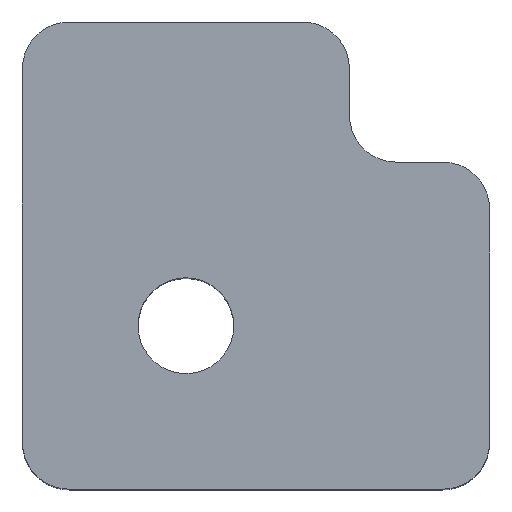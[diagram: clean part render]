
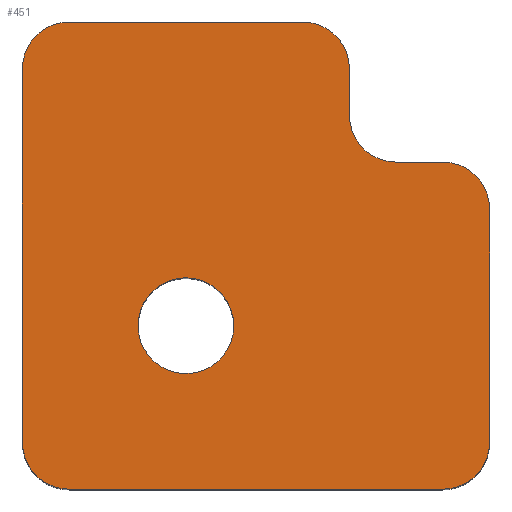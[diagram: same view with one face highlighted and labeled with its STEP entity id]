
A CAD part, top view. The second image highlights one B-rep face of the part: STEP entity #451.
In plain terms, the highlighted planar face has unit normal (0, 0, 1).
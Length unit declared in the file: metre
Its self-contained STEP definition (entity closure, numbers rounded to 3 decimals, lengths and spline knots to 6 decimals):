
#34=CIRCLE('',#493,0.001025);
#35=CIRCLE('',#494,0.001);
#36=CIRCLE('',#495,0.001);
#37=CIRCLE('',#496,0.001);
#38=CIRCLE('',#497,0.001);
#39=CIRCLE('',#498,0.001);
#40=CIRCLE('',#499,0.001);
#79=ORIENTED_EDGE('',*,*,#205,.T.);
#80=ORIENTED_EDGE('',*,*,#196,.F.);
#81=ORIENTED_EDGE('',*,*,#206,.T.);
#82=ORIENTED_EDGE('',*,*,#200,.F.);
#83=ORIENTED_EDGE('',*,*,#207,.T.);
#84=ORIENTED_EDGE('',*,*,#204,.F.);
#85=ORIENTED_EDGE('',*,*,#208,.T.);
#86=ORIENTED_EDGE('',*,*,#184,.F.);
#87=ORIENTED_EDGE('',*,*,#209,.T.);
#88=ORIENTED_EDGE('',*,*,#188,.F.);
#89=ORIENTED_EDGE('',*,*,#210,.T.);
#90=ORIENTED_EDGE('',*,*,#192,.F.);
#91=ORIENTED_EDGE('',*,*,#211,.T.);
#184=EDGE_CURVE('',#247,#244,#286,.T.);
#188=EDGE_CURVE('',#251,#248,#290,.T.);
#192=EDGE_CURVE('',#255,#252,#294,.T.);
#196=EDGE_CURVE('',#259,#256,#298,.T.);
#200=EDGE_CURVE('',#263,#260,#302,.T.);
#204=EDGE_CURVE('',#267,#264,#306,.T.);
#205=EDGE_CURVE('',#268,#268,#34,.F.);
#206=EDGE_CURVE('',#259,#260,#35,.T.);
#207=EDGE_CURVE('',#263,#264,#36,.T.);
#208=EDGE_CURVE('',#267,#244,#37,.T.);
#209=EDGE_CURVE('',#247,#248,#38,.T.);
#210=EDGE_CURVE('',#251,#252,#39,.F.);
#211=EDGE_CURVE('',#255,#256,#40,.T.);
#244=VERTEX_POINT('',#680);
#247=VERTEX_POINT('',#685);
#248=VERTEX_POINT('',#689);
#251=VERTEX_POINT('',#694);
#252=VERTEX_POINT('',#698);
#255=VERTEX_POINT('',#703);
#256=VERTEX_POINT('',#707);
#259=VERTEX_POINT('',#712);
#260=VERTEX_POINT('',#716);
#263=VERTEX_POINT('',#721);
#264=VERTEX_POINT('',#725);
#267=VERTEX_POINT('',#730);
#268=VERTEX_POINT('',#734);
#286=LINE('',#686,#328);
#290=LINE('',#695,#332);
#294=LINE('',#704,#336);
#298=LINE('',#713,#340);
#302=LINE('',#722,#344);
#306=LINE('',#731,#348);
#328=VECTOR('',#542,1.);
#332=VECTOR('',#548,1.);
#336=VECTOR('',#554,1.);
#340=VECTOR('',#560,1.);
#344=VECTOR('',#566,1.);
#348=VECTOR('',#572,1.);
#373=EDGE_LOOP('',(#79));
#374=EDGE_LOOP('',(#80,#81,#82,#83,#84,#85,#86,#87,#88,#89,#90,#91));
#405=FACE_BOUND('',#373,.T.);
#406=FACE_BOUND('',#374,.T.);
#437=PLANE('',#492);
#451=ADVANCED_FACE('',(#405,#406),#437,.T.);
#492=AXIS2_PLACEMENT_3D('',#732,#573,#574);
#493=AXIS2_PLACEMENT_3D('',#733,#575,#576);
#494=AXIS2_PLACEMENT_3D('',#735,#577,#578);
#495=AXIS2_PLACEMENT_3D('',#736,#579,#580);
#496=AXIS2_PLACEMENT_3D('',#737,#581,#582);
#497=AXIS2_PLACEMENT_3D('',#738,#583,#584);
#498=AXIS2_PLACEMENT_3D('',#739,#585,#586);
#499=AXIS2_PLACEMENT_3D('',#740,#587,#588);
#542=DIRECTION('',(0.,-1.,0.));
#548=DIRECTION('',(1.,0.,0.));
#554=DIRECTION('',(0.,-1.,0.));
#560=DIRECTION('',(1.,0.,0.));
#566=DIRECTION('',(0.,1.,0.));
#572=DIRECTION('',(-1.,0.,0.));
#573=DIRECTION('',(0.,0.,1.));
#574=DIRECTION('',(1.,0.,0.));
#575=DIRECTION('',(0.,0.,1.));
#576=DIRECTION('',(0.,-1.,0.));
#577=DIRECTION('',(0.,0.,1.));
#578=DIRECTION('',(0.,-1.,0.));
#579=DIRECTION('',(0.,0.,1.));
#580=DIRECTION('',(0.,-1.,0.));
#581=DIRECTION('',(0.,0.,1.));
#582=DIRECTION('',(0.,-1.,0.));
#583=DIRECTION('',(0.,0.,1.));
#584=DIRECTION('',(0.,-1.,0.));
#585=DIRECTION('',(0.,0.,1.));
#586=DIRECTION('',(0.,-1.,0.));
#587=DIRECTION('',(0.,0.,1.));
#588=DIRECTION('',(0.,-1.,0.));
#680=CARTESIAN_POINT('',(0.0019,0.026921,0.012935));
#685=CARTESIAN_POINT('',(0.0019,0.031921,0.012935));
#686=CARTESIAN_POINT('',(0.0019,0.029421,0.012935));
#689=CARTESIAN_POINT('',(0.0009,0.032921,0.012935));
#694=CARTESIAN_POINT('',(-0.0001,0.032921,0.012935));
#695=CARTESIAN_POINT('',(0.0004,0.032921,0.012935));
#698=CARTESIAN_POINT('',(-0.0011,0.033921,0.012935));
#703=CARTESIAN_POINT('',(-0.0011,0.034921,0.012935));
#704=CARTESIAN_POINT('',(-0.0011,0.034421,0.012935));
#707=CARTESIAN_POINT('',(-0.0021,0.035921,0.012935));
#712=CARTESIAN_POINT('',(-0.0071,0.035921,0.012935));
#713=CARTESIAN_POINT('',(-0.0046,0.035921,0.012935));
#716=CARTESIAN_POINT('',(-0.0081,0.034921,0.012935));
#721=CARTESIAN_POINT('',(-0.0081,0.026921,0.012935));
#722=CARTESIAN_POINT('',(-0.0081,0.030921,0.012935));
#725=CARTESIAN_POINT('',(-0.0071,0.025921,0.012935));
#730=CARTESIAN_POINT('',(0.0009,0.025921,0.012935));
#731=CARTESIAN_POINT('',(-0.0031,0.025921,0.012935));
#732=CARTESIAN_POINT('',(0.0204,0.076921,0.012935));
#733=CARTESIAN_POINT('',(-0.0046,0.029421,0.012935));
#734=CARTESIAN_POINT('',(-0.0046,0.028396,0.012935));
#735=CARTESIAN_POINT('',(-0.0071,0.034921,0.012935));
#736=CARTESIAN_POINT('',(-0.0071,0.026921,0.012935));
#737=CARTESIAN_POINT('',(0.0009,0.026921,0.012935));
#738=CARTESIAN_POINT('',(0.0009,0.031921,0.012935));
#739=CARTESIAN_POINT('',(-0.0001,0.033921,0.012935));
#740=CARTESIAN_POINT('',(-0.0021,0.034921,0.012935));
